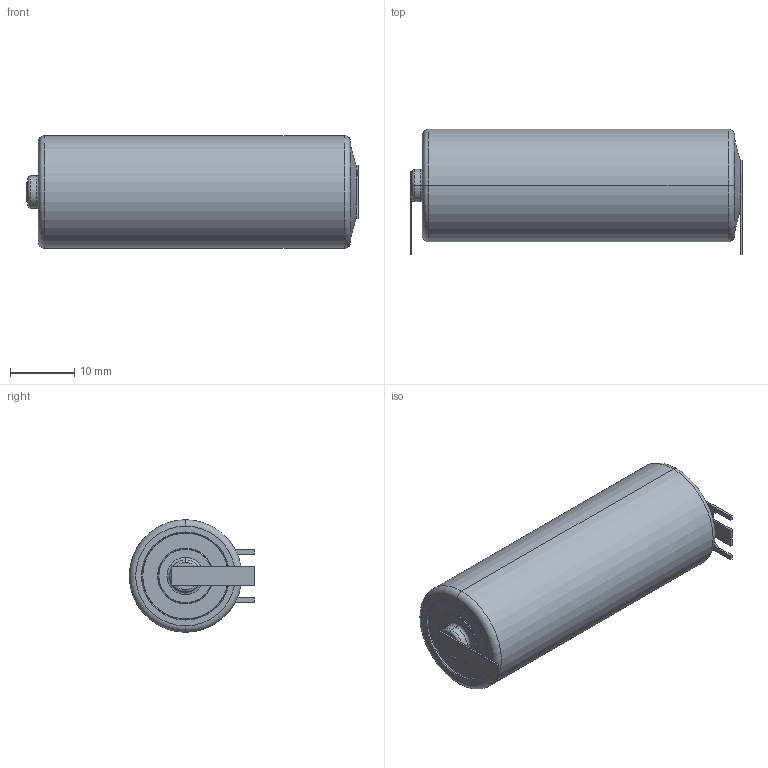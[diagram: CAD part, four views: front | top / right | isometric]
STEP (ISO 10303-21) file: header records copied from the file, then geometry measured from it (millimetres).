
FILE_DESCRIPTION (( 'STEP AP214' ), '1' );
FILE_NAME ('Cell A T1.STEP', '2014-07-21T08:56:54', ( 'Master' ), ( '' ), 'SwSTEP 2.0', 'SolidWorks 2013', '' );
FILE_SCHEMA (( 'AUTOMOTIVE_DESIGN' ));
Length unit declared in the file: millimetre
Products named in the file (1): Cell A T1
Bounding box: 51.6 x 19.5 x 17.5 mm (x, y, z)
Volume: 11761 mm3; surface area: 3349.6 mm2
Topology: 1 solids, 2 shells, 69 faces, 154 edges, 93 vertices
Faces by surface type: plane 33, torus 24, cylinder 10, cone 2
Entity records: 2517 total; most frequent: DIRECTION 371, CARTESIAN_POINT 317, ORIENTED_EDGE 308, EDGE_CURVE 154, AXIS2_PLACEMENT_3D 147, VERTEX_POINT 93, LINE 77, CIRCLE 77
